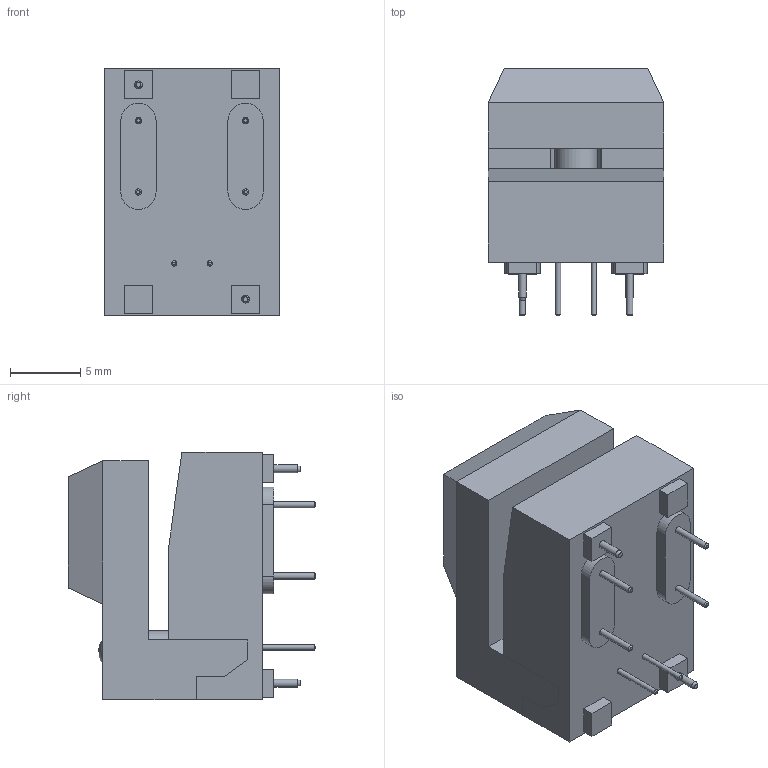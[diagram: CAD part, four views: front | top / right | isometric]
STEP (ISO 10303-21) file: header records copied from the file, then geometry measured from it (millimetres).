
FILE_DESCRIPTION(/* description */ (''),/* implementation_level */ '2;1');
FILE_NAME(/* name */ 'dat_knopf v6.step',/* time_stamp */ '2020-03-05T23:21:30+01:00',/* author */ (''),/* organization */ (''),/* preprocessor_version */ 'ST-DEVELOPER v18',/* originating_system */ 'Autodesk Translation Framework v8.12.0.6',/* authorisation */ '');
FILE_SCHEMA (('AUTOMOTIVE_DESIGN { 1 0 10303 214 3 1 1 }'));
Length unit declared in the file: millimetre
Products named in the file (1): dat_knopf
Bounding box: 12.5 x 17.6 x 17.6 mm (x, y, z)
Volume: 2469.4 mm3; surface area: 1957.4 mm2
Topology: 9 solids, 9 shells, 101 faces, 209 edges, 136 vertices
Faces by surface type: plane 74, cylinder 18, cone 8, sphere 1
Full cylindrical faces by diameter (mm): 0.375 x2, 0.45 x8, 0.55 x2, 3 x1, 3.95 x1
Entity records: 2703 total; most frequent: DIRECTION 460, CARTESIAN_POINT 446, ORIENTED_EDGE 416, EDGE_CURVE 208, LINE 160, VECTOR 160, AXIS2_PLACEMENT_3D 150, VERTEX_POINT 136
